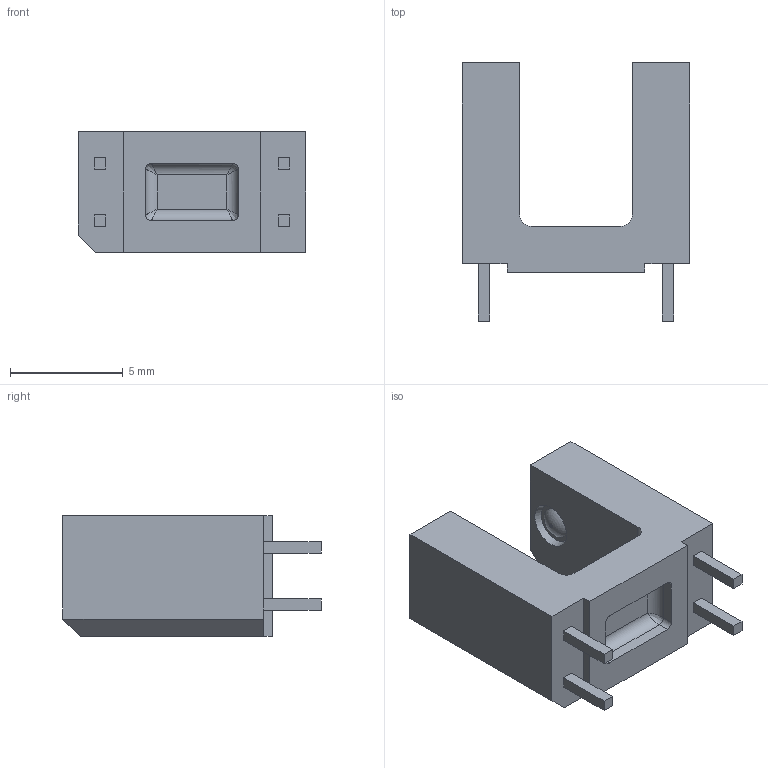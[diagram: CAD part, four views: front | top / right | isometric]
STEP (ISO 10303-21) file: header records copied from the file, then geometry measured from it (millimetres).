
FILE_DESCRIPTION (( 'STEP AP214' ), '1' );
FILE_NAME ('OPB620.STEP', '2020-05-19T15:19:24', ( '' ), ( '' ), 'SwSTEP 2.0', 'SolidWorks 2018', '' );
FILE_SCHEMA (( 'AUTOMOTIVE_DESIGN' ));
Length unit declared in the file: inch
Products named in the file (1): OPB620
Bounding box: 10.08 x 11.43 x 5.33 mm (x, y, z)
Volume: 280.3 mm3; surface area: 437.7 mm2
Topology: 1 solids, 1 shells, 62 faces, 152 edges, 95 vertices
Faces by surface type: plane 44, cylinder 10, bspline 4, cone 2, torus 2
Entity records: 2206 total; most frequent: CARTESIAN_POINT 526, ORIENTED_EDGE 280, DIRECTION 268, EDGE_CURVE 140, LINE 114, VECTOR 114, VERTEX_POINT 91, AXIS2_PLACEMENT_3D 77
